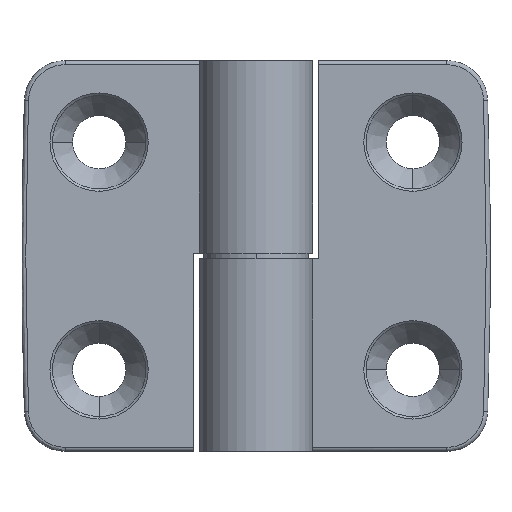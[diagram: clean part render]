
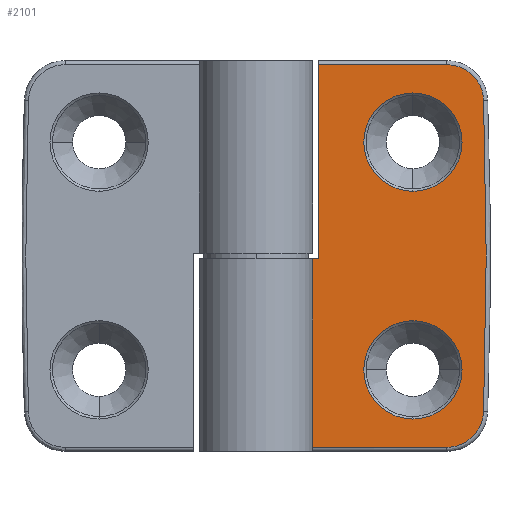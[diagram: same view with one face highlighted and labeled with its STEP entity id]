
A CAD part, front view. The second image highlights one B-rep face of the part: STEP entity #2101.
In plain terms, the highlighted planar face has unit normal (0, -1, 0).
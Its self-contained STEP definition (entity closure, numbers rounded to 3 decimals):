
#21 = LINE ( 'NONE', #1805, #2904 ) ;
#27 = VERTEX_POINT ( 'NONE', #3018 ) ;
#69 = CIRCLE ( 'NONE', #2277, 6. ) ;
#101 = CARTESIAN_POINT ( 'NONE',  ( -10.5, 0., 23.35 ) ) ;
#118 = ORIENTED_EDGE ( 'NONE', *, *, #1658, .F. ) ;
#182 = EDGE_CURVE ( 'NONE', #391, #510, #318, .T. ) ;
#234 = EDGE_LOOP ( 'NONE', ( #264, #2125 ) ) ;
#239 = VERTEX_POINT ( 'NONE', #582 ) ;
#246 = CARTESIAN_POINT ( 'NONE',  ( 9.682, 0., 19. ) ) ;
#262 = DIRECTION ( 'NONE',  ( 0., 0., -1. ) ) ;
#264 = ORIENTED_EDGE ( 'NONE', *, *, #2246, .F. ) ;
#303 = CARTESIAN_POINT ( 'NONE',  ( 5.319, 0., 23.35 ) ) ;
#318 = LINE ( 'NONE', #303, #3192 ) ;
#341 = VERTEX_POINT ( 'NONE', #1474 ) ;
#390 = AXIS2_PLACEMENT_3D ( 'NONE', #3188, #2077, #734 ) ;
#391 = VERTEX_POINT ( 'NONE', #101 ) ;
#421 = CARTESIAN_POINT ( 'NONE',  ( 5.185, 0., 23.35 ) ) ;
#426 = ORIENTED_EDGE ( 'NONE', *, *, #1225, .F. ) ;
#510 = VERTEX_POINT ( 'NONE', #421 ) ;
#562 = CARTESIAN_POINT ( 'NONE',  ( 9.597, 0., -21.566 ) ) ;
#582 = CARTESIAN_POINT ( 'NONE',  ( 1.05, 0., -7.9 ) ) ;
#619 = VERTEX_POINT ( 'NONE', #1691 ) ;
#686 = VERTEX_POINT ( 'NONE', #2244 ) ;
#702 = CARTESIAN_POINT ( 'NONE',  ( 9.682, 0., 19. ) ) ;
#734 = DIRECTION ( 'NONE',  ( 0., 0., 1. ) ) ;
#813 = DIRECTION ( 'NONE',  ( 0., -1., 0. ) ) ;
#821 = ORIENTED_EDGE ( 'NONE', *, *, #1020, .F. ) ;
#861 = VERTEX_POINT ( 'NONE', #246 ) ;
#869 = CARTESIAN_POINT ( 'NONE',  ( 9.597, 0., 21.566 ) ) ;
#880 = CARTESIAN_POINT ( 'NONE',  ( 7.752, 0., 23.35 ) ) ;
#894 = ORIENTED_EDGE ( 'NONE', *, *, #3348, .F. ) ;
#908 = EDGE_CURVE ( 'NONE', #1820, #391, #1250, .T. ) ;
#944 = ORIENTED_EDGE ( 'NONE', *, *, #908, .F. ) ;
#952 = EDGE_CURVE ( 'NONE', #686, #341, #69, .T. ) ;
#1020 = EDGE_CURVE ( 'NONE', #341, #686, #3466, .T. ) ;
#1057 = DIRECTION ( 'NONE',  ( 0., -1., 0. ) ) ;
#1074 = CARTESIAN_POINT ( 'NONE',  ( -10.5, 0., -0.35 ) ) ;
#1157 = CARTESIAN_POINT ( 'NONE',  ( 5.185, 0., 23.35 ) ) ;
#1189 = DIRECTION ( 'NONE',  ( 0., 0., -1. ) ) ;
#1193 = DIRECTION ( 'NONE',  ( 1., 0., 0. ) ) ;
#1208 = EDGE_CURVE ( 'NONE', #1820, #27, #21, .T. ) ;
#1225 = EDGE_CURVE ( 'NONE', #861, #3420, #2011, .T. ) ;
#1250 = LINE ( 'NONE', #1564, #2286 ) ;
#1275 = CIRCLE ( 'NONE', #1821, 6. ) ;
#1362 = CARTESIAN_POINT ( 'NONE',  ( 10.106, 0., -6.336 ) ) ;
#1430 = CARTESIAN_POINT ( 'NONE',  ( 0., 0., -23.35 ) ) ;
#1474 = CARTESIAN_POINT ( 'NONE',  ( 1.05, 0., 7.9 ) ) ;
#1486 = ORIENTED_EDGE ( 'NONE', *, *, #1208, .T. ) ;
#1487 = ORIENTED_EDGE ( 'NONE', *, *, #952, .F. ) ;
#1504 = DIRECTION ( 'NONE',  ( 0., 0., 1. ) ) ;
#1564 = CARTESIAN_POINT ( 'NONE',  ( -10.5, 0., -23.85 ) ) ;
#1655 = ORIENTED_EDGE ( 'NONE', *, *, #3369, .F. ) ;
#1658 = EDGE_CURVE ( 'NONE', #2940, #27, #3158, .T. ) ;
#1684 = EDGE_LOOP ( 'NONE', ( #821, #1487 ) ) ;
#1691 = CARTESIAN_POINT ( 'NONE',  ( 1.05, 0., -19.9 ) ) ;
#1728 = CARTESIAN_POINT ( 'NONE',  ( 1.05, 0., -13.9 ) ) ;
#1779 = PLANE ( 'NONE',  #390 ) ;
#1805 = CARTESIAN_POINT ( 'NONE',  ( 0., 0., -0.35 ) ) ;
#1820 = VERTEX_POINT ( 'NONE', #1074 ) ;
#1821 = AXIS2_PLACEMENT_3D ( 'NONE', #1728, #2839, #1189 ) ;
#1853 = DIRECTION ( 'NONE',  ( 0., -1., 0. ) ) ;
#1874 = CARTESIAN_POINT ( 'NONE',  ( 1.05, 0., 13.9 ) ) ;
#1899 = AXIS2_PLACEMENT_3D ( 'NONE', #1905, #813, #262 ) ;
#1905 = CARTESIAN_POINT ( 'NONE',  ( 1.05, 0., 13.9 ) ) ;
#1976 = CARTESIAN_POINT ( 'NONE',  ( -11.2, 0., -23.35 ) ) ;
#1978 = DIRECTION ( 'NONE',  ( -1., 0., 0. ) ) ;
#2001 = CARTESIAN_POINT ( 'NONE',  ( 5.185, 0., -23.35 ) ) ;
#2011 =( BOUNDED_CURVE ( )  B_SPLINE_CURVE ( 3, ( #702, #2106, #1362, #2449 ),
 .UNSPECIFIED., .F., .F. ) 
 B_SPLINE_CURVE_WITH_KNOTS ( ( 4, 4 ),
 ( 0., 1. ),
 .UNSPECIFIED. ) 
 CURVE ( )  GEOMETRIC_REPRESENTATION_ITEM ( )  RATIONAL_B_SPLINE_CURVE ( ( 1., 1., 1., 1. ) ) 
 REPRESENTATION_ITEM ( '' )  );
#2077 = DIRECTION ( 'NONE',  ( 0., 1., 0. ) ) ;
#2087 = CARTESIAN_POINT ( 'NONE',  ( -11.2, 0., 0. ) ) ;
#2101 = ADVANCED_FACE ( 'NONE', ( #2109, #3294, #2234 ), #1779, .F. ) ;
#2106 = CARTESIAN_POINT ( 'NONE',  ( 10.106, 0., 6.336 ) ) ;
#2109 = FACE_BOUND ( 'NONE', #234, .T. ) ;
#2125 = ORIENTED_EDGE ( 'NONE', *, *, #3562, .F. ) ;
#2198 = DIRECTION ( 'NONE',  ( 0., 0., -1. ) ) ;
#2210 = CARTESIAN_POINT ( 'NONE',  ( 9.682, 0., -19. ) ) ;
#2234 = FACE_OUTER_BOUND ( 'NONE', #3276, .T. ) ;
#2244 = CARTESIAN_POINT ( 'NONE',  ( 1.05, 0., 19.9 ) ) ;
#2246 = EDGE_CURVE ( 'NONE', #619, #239, #3553, .T. ) ;
#2277 = AXIS2_PLACEMENT_3D ( 'NONE', #1874, #1853, #3572 ) ;
#2286 = VECTOR ( 'NONE', #2982, 1000. ) ;
#2307 = ORIENTED_EDGE ( 'NONE', *, *, #2593, .F. ) ;
#2346 = ORIENTED_EDGE ( 'NONE', *, *, #182, .F. ) ;
#2348 = AXIS2_PLACEMENT_3D ( 'NONE', #3602, #1057, #2198 ) ;
#2429 = DIRECTION ( 'NONE',  ( -1., 0., 0. ) ) ;
#2449 = CARTESIAN_POINT ( 'NONE',  ( 9.682, 0., -19. ) ) ;
#2514 = CARTESIAN_POINT ( 'NONE',  ( 9.682, 0., -19. ) ) ;
#2525 = CARTESIAN_POINT ( 'NONE',  ( 9.682, 0., 19. ) ) ;
#2526 = VERTEX_POINT ( 'NONE', #2001 ) ;
#2537 = CARTESIAN_POINT ( 'NONE',  ( 7.752, 0., -23.35 ) ) ;
#2593 = EDGE_CURVE ( 'NONE', #2526, #2940, #3105, .T. ) ;
#2839 = DIRECTION ( 'NONE',  ( 0., -1., 0. ) ) ;
#2896 = VECTOR ( 'NONE', #1978, 1000. ) ;
#2904 = VECTOR ( 'NONE', #2429, 1000. ) ;
#2940 = VERTEX_POINT ( 'NONE', #1976 ) ;
#2982 = DIRECTION ( 'NONE',  ( 0., 0., 1. ) ) ;
#3018 = CARTESIAN_POINT ( 'NONE',  ( -11.2, 0., -0.35 ) ) ;
#3075 = CARTESIAN_POINT ( 'NONE',  ( 5.185, 0., -23.35 ) ) ;
#3105 = LINE ( 'NONE', #1430, #2896 ) ;
#3110 =( BOUNDED_CURVE ( )  B_SPLINE_CURVE ( 3, ( #1157, #880, #869, #2525 ),
 .UNSPECIFIED., .F., .F. ) 
 B_SPLINE_CURVE_WITH_KNOTS ( ( 4, 4 ),
 ( 0., 1. ),
 .UNSPECIFIED. ) 
 CURVE ( )  GEOMETRIC_REPRESENTATION_ITEM ( )  RATIONAL_B_SPLINE_CURVE ( ( 1., 0.813, 0.813, 1. ) ) 
 REPRESENTATION_ITEM ( '' )  );
#3158 = LINE ( 'NONE', #2087, #3558 ) ;
#3188 = CARTESIAN_POINT ( 'NONE',  ( 0., 0., 0. ) ) ;
#3192 = VECTOR ( 'NONE', #1193, 1000. ) ;
#3276 = EDGE_LOOP ( 'NONE', ( #1486, #118, #2307, #894, #426, #1655, #2346, #944 ) ) ;
#3294 = FACE_BOUND ( 'NONE', #1684, .T. ) ;
#3348 = EDGE_CURVE ( 'NONE', #3420, #2526, #3546, .T. ) ;
#3369 = EDGE_CURVE ( 'NONE', #510, #861, #3110, .T. ) ;
#3420 = VERTEX_POINT ( 'NONE', #2210 ) ;
#3466 = CIRCLE ( 'NONE', #1899, 6. ) ;
#3546 =( BOUNDED_CURVE ( )  B_SPLINE_CURVE ( 3, ( #2514, #562, #2537, #3075 ),
 .UNSPECIFIED., .F., .T. ) 
 B_SPLINE_CURVE_WITH_KNOTS ( ( 4, 4 ),
 ( 0., 1. ),
 .UNSPECIFIED. ) 
 CURVE ( )  GEOMETRIC_REPRESENTATION_ITEM ( )  RATIONAL_B_SPLINE_CURVE ( ( 1., 0.813, 0.813, 1. ) ) 
 REPRESENTATION_ITEM ( '' )  );
#3553 = CIRCLE ( 'NONE', #2348, 6. ) ;
#3558 = VECTOR ( 'NONE', #1504, 1000. ) ;
#3562 = EDGE_CURVE ( 'NONE', #239, #619, #1275, .T. ) ;
#3572 = DIRECTION ( 'NONE',  ( 0., 0., -1. ) ) ;
#3602 = CARTESIAN_POINT ( 'NONE',  ( 1.05, 0., -13.9 ) ) ;
